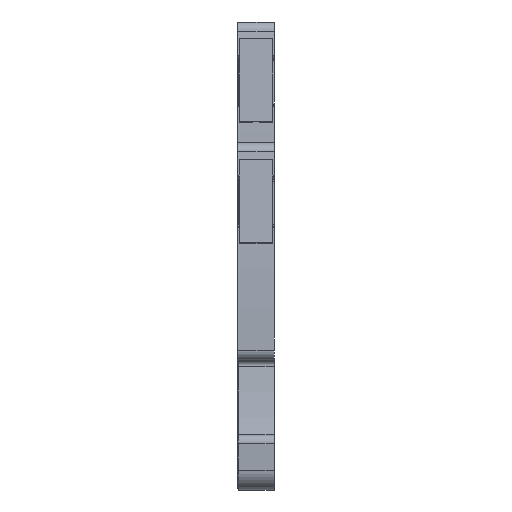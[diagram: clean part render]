
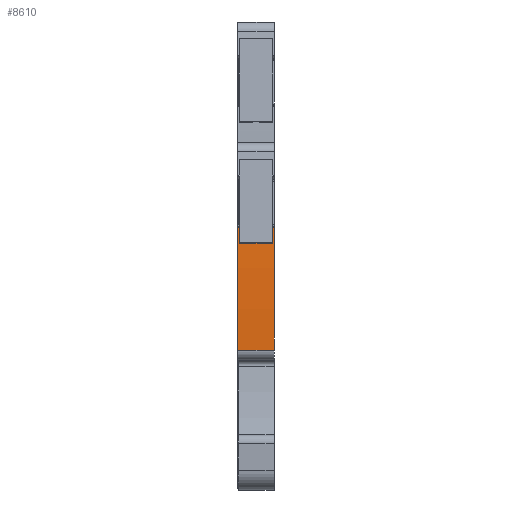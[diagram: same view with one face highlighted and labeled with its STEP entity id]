
A CAD part, front view. The second image highlights one B-rep face of the part: STEP entity #8610.
In plain terms, the highlighted cylindrical face has radius 122.2 mm (diameter 244.4 mm), a partial arc.
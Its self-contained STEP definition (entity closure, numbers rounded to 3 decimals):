
#1325=AXIS2_PLACEMENT_3D('Circle Axis2P3D',#1323,#1324,$) ;
#8590=AXIS2_PLACEMENT_3D('Cylinder Axis2P3D',#8587,#8588,#8589) ;
#8594=AXIS2_PLACEMENT_3D('Circle Axis2P3D',#8592,#8593,$) ;
#1320=CARTESIAN_POINT('Vertex',(3.5,1.748,25.212)) ;
#1323=CARTESIAN_POINT('Axis2P3D Location',(3.5,123.675,17.05)) ;
#1327=CARTESIAN_POINT('Vertex',(3.5,1.529,13.42)) ;
#8572=CARTESIAN_POINT('Vertex',(0.,1.748,25.212)) ;
#8575=CARTESIAN_POINT('Line Origine',(1.75,1.748,25.212)) ;
#8587=CARTESIAN_POINT('Axis2P3D Location',(1.75,123.675,17.05)) ;
#8592=CARTESIAN_POINT('Axis2P3D Location',(0.,123.675,17.05)) ;
#8596=CARTESIAN_POINT('Vertex',(0.,1.529,13.42)) ;
#8599=CARTESIAN_POINT('Line Origine',(1.75,1.529,13.42)) ;
#1324=DIRECTION('Axis2P3D Direction',(1.,0.,0.)) ;
#8576=DIRECTION('Vector Direction',(1.,0.,0.)) ;
#8588=DIRECTION('Axis2P3D Direction',(1.,0.,0.)) ;
#8589=DIRECTION('Axis2P3D XDirection',(0.,-0.998,0.067)) ;
#8593=DIRECTION('Axis2P3D Direction',(1.,0.,0.)) ;
#8600=DIRECTION('Vector Direction',(1.,0.,0.)) ;
#8577=VECTOR('Line Direction',#8576,1.) ;
#8601=VECTOR('Line Direction',#8600,1.) ;
#8605=ORIENTED_EDGE('',*,*,#8598,.T.) ;
#8606=ORIENTED_EDGE('',*,*,#8603,.F.) ;
#8607=ORIENTED_EDGE('',*,*,#1329,.F.) ;
#8608=ORIENTED_EDGE('',*,*,#8579,.T.) ;
#8610=ADVANCED_FACE('MLD',(#8609),#8591,.T.) ;
#1326=CIRCLE('generated circle',#1325,122.2) ;
#8595=CIRCLE('generated circle',#8594,122.2) ;
#8591=CYLINDRICAL_SURFACE('generated cylinder',#8590,122.2) ;
#1329=EDGE_CURVE('',#1321,#1328,#1326,.T.) ;
#8579=EDGE_CURVE('',#1321,#8573,#8578,.F.) ;
#8598=EDGE_CURVE('',#8573,#8597,#8595,.T.) ;
#8603=EDGE_CURVE('',#1328,#8597,#8602,.F.) ;
#8604=EDGE_LOOP('',(#8605,#8606,#8607,#8608)) ;
#8609=FACE_OUTER_BOUND('',#8604,.T.) ;
#8578=LINE('Line',#8575,#8577) ;
#8602=LINE('Line',#8599,#8601) ;
#1321=VERTEX_POINT('',#1320) ;
#1328=VERTEX_POINT('',#1327) ;
#8573=VERTEX_POINT('',#8572) ;
#8597=VERTEX_POINT('',#8596) ;
